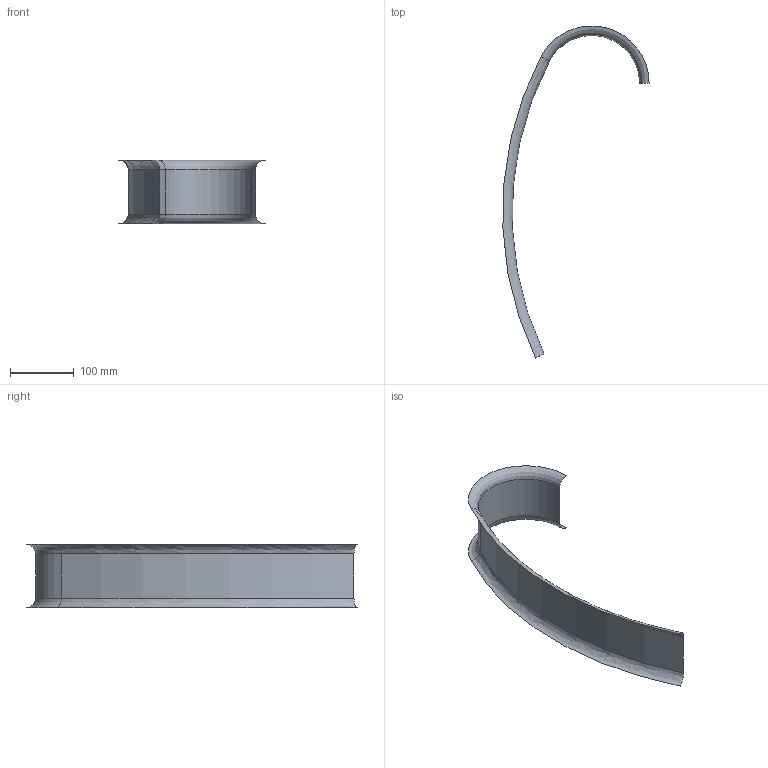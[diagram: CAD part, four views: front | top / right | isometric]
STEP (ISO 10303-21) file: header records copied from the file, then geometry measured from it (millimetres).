
FILE_DESCRIPTION(/* description */ (''),/* implementation_level */ '2;1');
FILE_NAME(/* name */ '4.stp',/* time_stamp */ '2018-03-14T15:50:11+01:00',/* author */ ('OnsteinH2'),/* organization */ (''),/* preprocessor_version */ 'ST-DEVELOPER v16.5',/* originating_system */ 'Autodesk Inventor 2017',/* authorisation */ '');
FILE_SCHEMA (('AUTOMOTIVE_DESIGN { 1 0 10303 214 3 1 1 }'));
Length unit declared in the file: millimetre
Products named in the file (1): Part12
Bounding box: 229.48 x 520.95 x 100 mm (x, y, z)
Surface area: 80117.9 mm2 (no closed solid volume)
Topology: 0 solids, 1 shells, 6 faces, 17 edges, 12 vertices
Faces by surface type: bspline 4, cylinder 2
Entity records: 260 total; most frequent: CARTESIAN_POINT 80, DIRECTION 37, ORIENTED_EDGE 24, EDGE_CURVE 17, AXIS2_PLACEMENT_3D 17, CIRCLE 14, VERTEX_POINT 12, FACE_OUTER_BOUND 6
